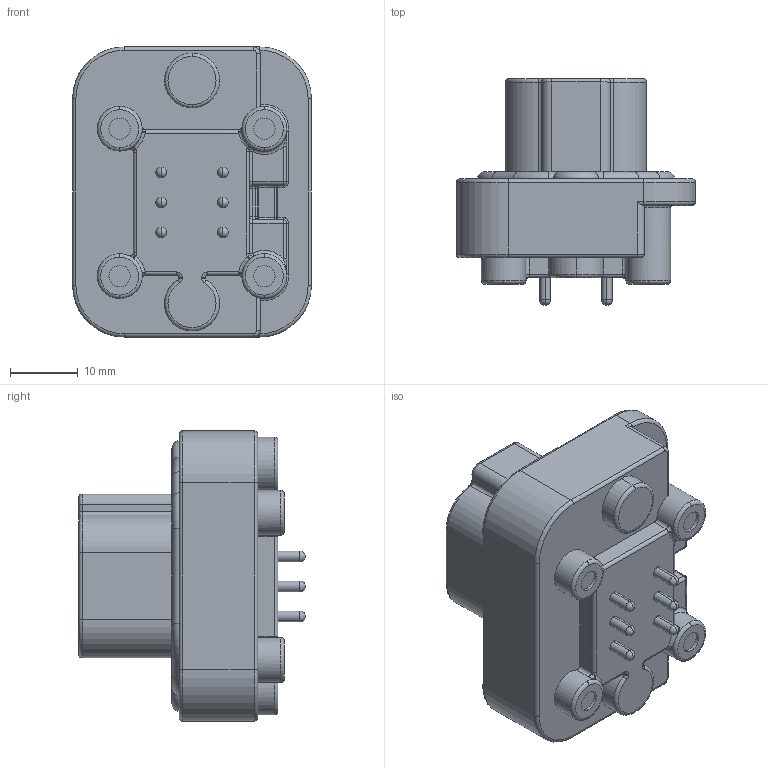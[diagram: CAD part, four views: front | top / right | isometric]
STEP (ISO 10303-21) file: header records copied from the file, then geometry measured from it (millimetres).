
FILE_DESCRIPTION((''),'2;1');
FILE_NAME('C-AT15-6P-BM03GRY_3D','2018-08-07T',('Jony.xie'),(''),'PRO/ENGINEER BY PARAMETRIC TECHNOLOGY CORPORATION, 2013230','PRO/ENGINEER BY PARAMETRIC TECHNOLOGY CORPORATION, 2013230','');
FILE_SCHEMA(('CONFIG_CONTROL_DESIGN'));
Length unit declared in the file: millimetre
Products named in the file (1): C-AT15-6P-BM03GRY_3D
Bounding box: 35.25 x 33.42 x 42.8 mm (x, y, z)
Volume: 17208.8 mm3; surface area: 8219.9 mm2
Topology: 1 solids, 1 shells, 553 faces, 1447 edges, 904 vertices
Faces by surface type: cylinder 171, plane 137, extrusion 91, torus 77, bspline 43, sphere 30, cone 4
Entity records: 19314 total; most frequent: CARTESIAN_POINT 6207, ORIENTED_EDGE 2834, DIRECTION 2546, EDGE_CURVE 1417, AXIS2_PLACEMENT_3D 939, VERTEX_POINT 904, VECTOR 668, EDGE_LOOP 591
